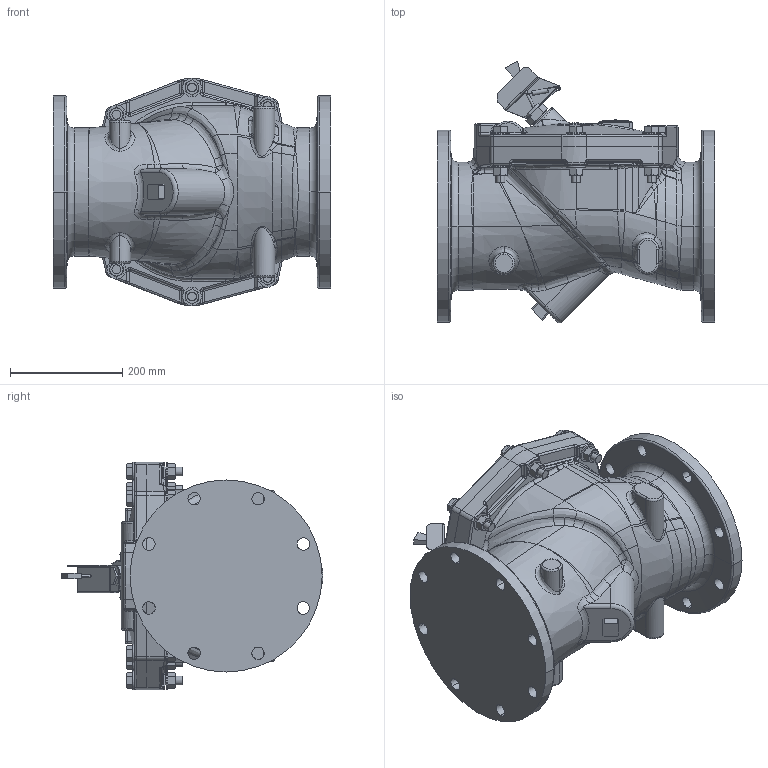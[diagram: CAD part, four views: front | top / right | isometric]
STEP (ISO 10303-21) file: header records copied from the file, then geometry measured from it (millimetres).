
FILE_DESCRIPTION((''),'2;1');
FILE_NAME('508AMI_SW0001','2023-11-01T07:59:24',('jlesh'),(''),'CREO PARAMETRIC BY PTC INC, 2023072','CREO PARAMETRIC BY PTC INC, 2023072','');
FILE_SCHEMA(('AUTOMOTIVE_DESIGN { 1 0 10303 214 1 1 1 1 }'));
Products named in the file (1): 508AMI_SW0001
Bounding box: 495.3 x 467.71 x 406.39 mm (x, y, z)
Volume: 33922571.5 mm3; surface area: 980433.6 mm2
Topology: 1 solids, 1 shells, 1115 faces, 2609 edges, 1549 vertices
Faces by surface type: bspline 318, cylinder 298, plane 269, cone 114, torus 77, sphere 35, extrusion 2, revolution 2
Entity records: 74725 total; most frequent: CARTESIAN_POINT 44907, ORIENTED_EDGE 5206, DIRECTION 4222, EDGE_CURVE 2603, AXIS2_PLACEMENT_3D 1754, VERTEX_POINT 1549, COLOUR_RGB 1333, EDGE_LOOP 1218
